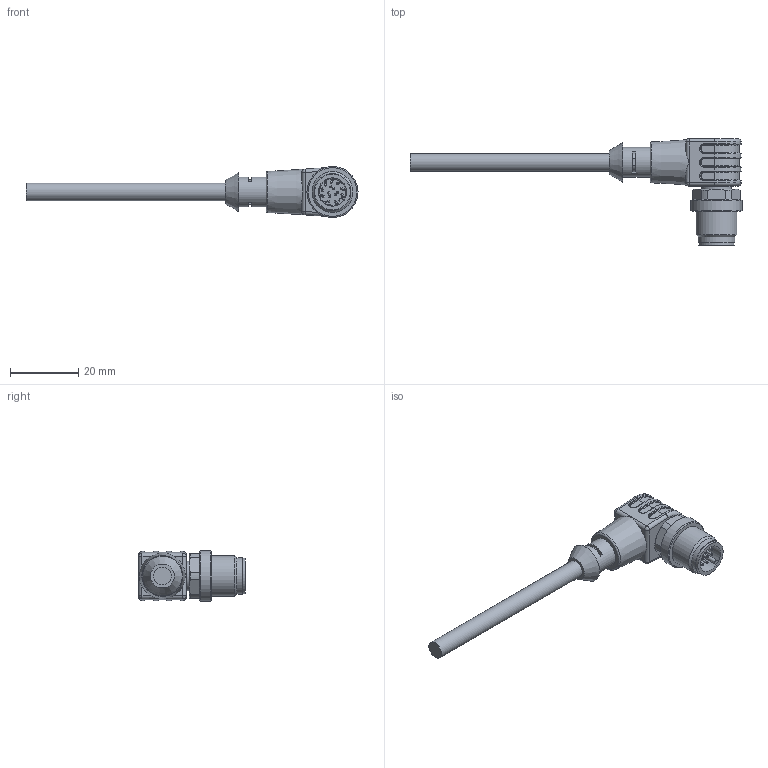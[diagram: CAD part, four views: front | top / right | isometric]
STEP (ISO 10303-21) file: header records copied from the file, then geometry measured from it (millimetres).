
FILE_DESCRIPTION(/* description */ (''),/* implementation_level */ '2;1');
FILE_NAME(/* name */ 'AL-WWAS12-m.stp',/* time_stamp */ '2020-09-23T08:48:08+02:00',/* author */ ('ESCHA GmbH & Co. KG'),/* organization */ ('ESCHA GmbH & Co. KG'),/* preprocessor_version */ 'ST-DEVELOPER v16',/* originating_system */ 'SIEMENS PLM Software NX 10.0',/* authorisation */ '');
FILE_SCHEMA (('AUTOMOTIVE_DESIGN { 1 0 10303 214 3 1 1 1 }'));
Length unit declared in the file: millimetre
Products named in the file (1): AL-WAK12_AL-WWAS12-m_stp
Bounding box: 97.55 x 31.4 x 15 mm (x, y, z)
Volume: 7782.2 mm3; surface area: 4258.5 mm2
Topology: 1 solids, 1 shells, 393 faces, 1018 edges, 656 vertices
Faces by surface type: plane 143, extrusion 116, cylinder 79, torus 16, bspline 14, sphere 14, cone 11
Full cylindrical faces by diameter (mm): 0.6 x12, 5.2 x1, 8.3 x1, 8.7 x1, 8.8 x1, 10.5 x1, 10.8 x1, 11.8 x1, 12 x1, 15 x1
Entity records: 12986 total; most frequent: CARTESIAN_POINT 4261, ORIENTED_EDGE 1864, DIRECTION 1494, EDGE_CURVE 932, VERTEX_POINT 613, VECTOR 594, LINE 478, EDGE_LOOP 465
